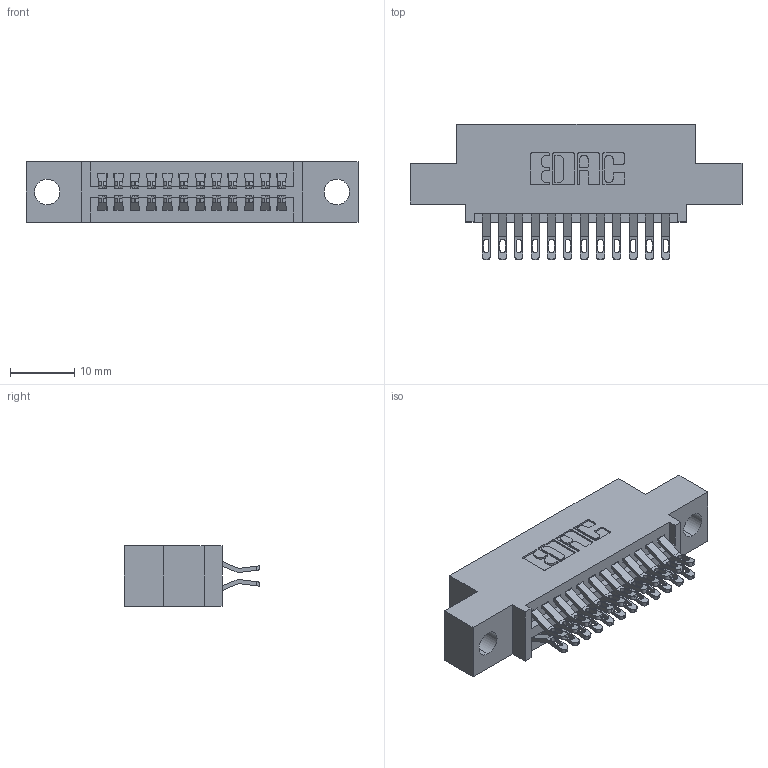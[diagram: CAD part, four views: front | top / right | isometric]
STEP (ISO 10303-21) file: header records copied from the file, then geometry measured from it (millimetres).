
FILE_DESCRIPTION (( 'STEP AP203' ), '1' );
FILE_NAME ('395-024-555-504.STEP', '2018-11-09T06:26:47', ( '' ), ( '' ), 'SwSTEP 2.0', 'SolidWorks 2016', '' );
FILE_SCHEMA (( 'CONFIG_CONTROL_DESIGN' ));
Length unit declared in the file: inch
Products named in the file (3): 345-292-001_555 Tail; 395-024-555-504; 345 Part_0.110 Offset - 0.156 Dia-TH
Assembly tree (25 placements, depth 2):
  395-024-555-504
    345 Part_0.110 Offset - 0.156 Dia-TH
    345-292-001_555 Tail  x24
Bounding box: 51.69 x 21.13 x 9.4 mm (x, y, z)
Volume: 4651 mm3; surface area: 6444.1 mm2
Topology: 25 solids, 25 shells, 1474 faces, 4601 edges, 3066 vertices
Faces by surface type: plane 828, cylinder 646
Entity records: 13915 total; most frequent: CARTESIAN_POINT 2398, ORIENTED_EDGE 2302, DIRECTION 2119, EDGE_CURVE 1151, VECTOR 951, LINE 951, VERTEX_POINT 766, AXIS2_PLACEMENT_3D 584
